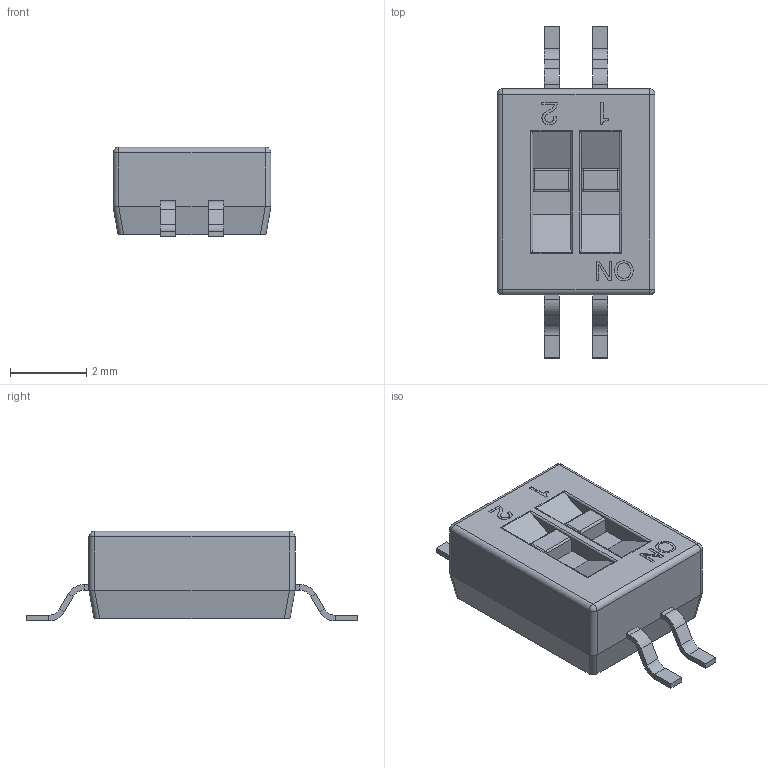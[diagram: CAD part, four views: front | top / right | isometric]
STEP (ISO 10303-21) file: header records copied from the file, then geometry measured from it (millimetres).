
FILE_DESCRIPTION (( 'STEP AP214' ), '1' );
FILE_NAME ('SW-SMD_4P-L4.2-W5.4-H2.3-LS8.4-P1.27.step', '2022-07-26T14:36:40', ( '' ), ( '' ), 'SwSTEP 2.0', 'SolidWorks 2020', '' );
FILE_SCHEMA (( 'AUTOMOTIVE_DESIGN' ));
Length unit declared in the file: millimetre
Products named in the file (1): SW-SMD_4P-L4.2-W5.4-H2.3-LS8.4-P1.27
Bounding box: 4.14 x 8.7 x 2.35 mm (x, y, z)
Volume: 49.3 mm3; surface area: 114.4 mm2
Topology: 22 solids, 22 shells, 519 faces, 1295 edges, 822 vertices
Faces by surface type: plane 326, bspline 129, cylinder 52, sphere 12
Entity records: 23331 total; most frequent: CARTESIAN_POINT 6034, ORIENTED_EDGE 2566, DIRECTION 1847, EDGE_CURVE 1283, LINE 913, VECTOR 913, VERTEX_POINT 822, EDGE_LOOP 545
